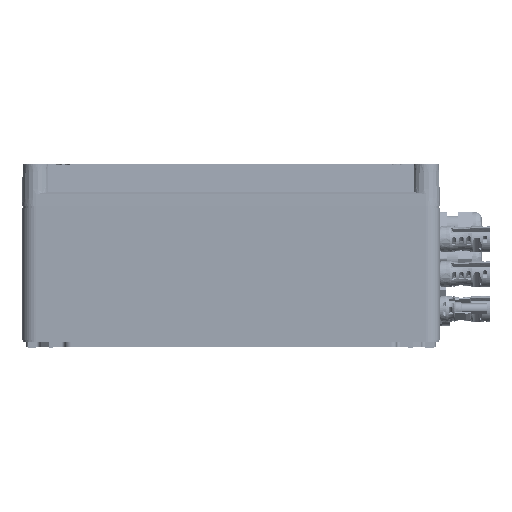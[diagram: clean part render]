
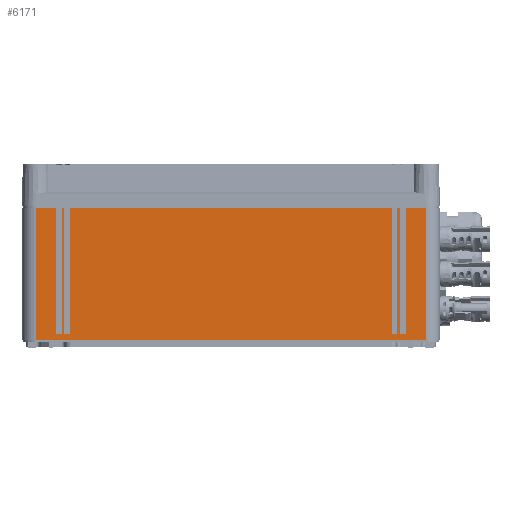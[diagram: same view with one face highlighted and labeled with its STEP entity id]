
A CAD part, left-side view. The second image highlights one B-rep face of the part: STEP entity #6171.
In plain terms, the highlighted planar face has unit normal (-1, 0, 0).
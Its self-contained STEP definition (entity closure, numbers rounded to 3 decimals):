
#6022=AXIS2_PLACEMENT_3D('Plane Axis2P3D',#6019,#6020,#6021) ;
#3218=CARTESIAN_POINT('Vertex',(0.,46.025,100.5)) ;
#3221=CARTESIAN_POINT('Line Origine',(0.,46.025,52.64)) ;
#3225=CARTESIAN_POINT('Vertex',(0.,46.025,6.)) ;
#3286=CARTESIAN_POINT('Line Origine',(0.,186.025,6.)) ;
#3290=CARTESIAN_POINT('Vertex',(0.,326.025,6.)) ;
#3431=CARTESIAN_POINT('Vertex',(0.,326.025,100.5)) ;
#3434=CARTESIAN_POINT('Line Origine',(0.,186.025,100.5)) ;
#6019=CARTESIAN_POINT('Axis2P3D Location',(0.,46.025,106.)) ;
#6024=CARTESIAN_POINT('Line Origine',(0.,326.025,53.25)) ;
#6035=CARTESIAN_POINT('Line Origine',(0.,66.525,55.178)) ;
#6039=CARTESIAN_POINT('Vertex',(0.,66.525,100.356)) ;
#6041=CARTESIAN_POINT('Vertex',(0.,66.525,10.)) ;
#6044=CARTESIAN_POINT('Line Origine',(0.,68.525,10.)) ;
#6048=CARTESIAN_POINT('Vertex',(0.,70.525,10.)) ;
#6051=CARTESIAN_POINT('Line Origine',(0.,70.525,55.178)) ;
#6055=CARTESIAN_POINT('Vertex',(0.,70.525,100.356)) ;
#6058=CARTESIAN_POINT('Line Origine',(0.,68.525,100.356)) ;
#6069=CARTESIAN_POINT('Line Origine',(0.,307.525,55.178)) ;
#6073=CARTESIAN_POINT('Vertex',(0.,307.525,100.356)) ;
#6075=CARTESIAN_POINT('Vertex',(0.,307.525,10.)) ;
#6078=CARTESIAN_POINT('Line Origine',(0.,309.525,10.)) ;
#6082=CARTESIAN_POINT('Vertex',(0.,311.525,10.)) ;
#6085=CARTESIAN_POINT('Line Origine',(0.,311.525,55.178)) ;
#6089=CARTESIAN_POINT('Vertex',(0.,311.525,100.356)) ;
#6092=CARTESIAN_POINT('Line Origine',(0.,309.525,100.356)) ;
#6103=CARTESIAN_POINT('Line Origine',(0.,60.525,55.178)) ;
#6107=CARTESIAN_POINT('Vertex',(0.,60.525,100.356)) ;
#6109=CARTESIAN_POINT('Vertex',(0.,60.525,10.)) ;
#6112=CARTESIAN_POINT('Line Origine',(0.,62.525,10.)) ;
#6116=CARTESIAN_POINT('Vertex',(0.,64.525,10.)) ;
#6119=CARTESIAN_POINT('Line Origine',(0.,64.525,55.178)) ;
#6123=CARTESIAN_POINT('Vertex',(0.,64.525,100.356)) ;
#6126=CARTESIAN_POINT('Line Origine',(0.,62.525,100.356)) ;
#6137=CARTESIAN_POINT('Line Origine',(0.,301.525,55.178)) ;
#6141=CARTESIAN_POINT('Vertex',(0.,301.525,100.356)) ;
#6143=CARTESIAN_POINT('Vertex',(0.,301.525,10.)) ;
#6146=CARTESIAN_POINT('Line Origine',(0.,303.525,10.)) ;
#6150=CARTESIAN_POINT('Vertex',(0.,305.525,10.)) ;
#6153=CARTESIAN_POINT('Line Origine',(0.,305.525,55.178)) ;
#6157=CARTESIAN_POINT('Vertex',(0.,305.525,100.356)) ;
#6160=CARTESIAN_POINT('Line Origine',(0.,303.525,100.356)) ;
#3222=DIRECTION('Vector Direction',(0.,0.,1.)) ;
#3287=DIRECTION('Vector Direction',(0.,1.,0.)) ;
#3435=DIRECTION('Vector Direction',(0.,-1.,0.)) ;
#6020=DIRECTION('Axis2P3D Direction',(-1.,0.,0.)) ;
#6021=DIRECTION('Axis2P3D XDirection',(0.,1.,0.)) ;
#6025=DIRECTION('Vector Direction',(0.,0.,-1.)) ;
#6036=DIRECTION('Vector Direction',(0.,0.,-1.)) ;
#6045=DIRECTION('Vector Direction',(0.,1.,0.)) ;
#6052=DIRECTION('Vector Direction',(0.,0.,1.)) ;
#6059=DIRECTION('Vector Direction',(0.,-1.,0.)) ;
#6070=DIRECTION('Vector Direction',(0.,0.,-1.)) ;
#6079=DIRECTION('Vector Direction',(0.,1.,0.)) ;
#6086=DIRECTION('Vector Direction',(0.,0.,1.)) ;
#6093=DIRECTION('Vector Direction',(0.,-1.,0.)) ;
#6104=DIRECTION('Vector Direction',(0.,0.,-1.)) ;
#6113=DIRECTION('Vector Direction',(0.,1.,0.)) ;
#6120=DIRECTION('Vector Direction',(0.,0.,1.)) ;
#6127=DIRECTION('Vector Direction',(0.,-1.,0.)) ;
#6138=DIRECTION('Vector Direction',(0.,0.,-1.)) ;
#6147=DIRECTION('Vector Direction',(0.,1.,0.)) ;
#6154=DIRECTION('Vector Direction',(0.,0.,1.)) ;
#6161=DIRECTION('Vector Direction',(0.,-1.,0.)) ;
#3223=VECTOR('Line Direction',#3222,1.) ;
#3288=VECTOR('Line Direction',#3287,1.) ;
#3436=VECTOR('Line Direction',#3435,1.) ;
#6026=VECTOR('Line Direction',#6025,1.) ;
#6037=VECTOR('Line Direction',#6036,1.) ;
#6046=VECTOR('Line Direction',#6045,1.) ;
#6053=VECTOR('Line Direction',#6052,1.) ;
#6060=VECTOR('Line Direction',#6059,1.) ;
#6071=VECTOR('Line Direction',#6070,1.) ;
#6080=VECTOR('Line Direction',#6079,1.) ;
#6087=VECTOR('Line Direction',#6086,1.) ;
#6094=VECTOR('Line Direction',#6093,1.) ;
#6105=VECTOR('Line Direction',#6104,1.) ;
#6114=VECTOR('Line Direction',#6113,1.) ;
#6121=VECTOR('Line Direction',#6120,1.) ;
#6128=VECTOR('Line Direction',#6127,1.) ;
#6139=VECTOR('Line Direction',#6138,1.) ;
#6148=VECTOR('Line Direction',#6147,1.) ;
#6155=VECTOR('Line Direction',#6154,1.) ;
#6162=VECTOR('Line Direction',#6161,1.) ;
#6030=ORIENTED_EDGE('',*,*,#3227,.F.) ;
#6031=ORIENTED_EDGE('',*,*,#3438,.F.) ;
#6032=ORIENTED_EDGE('',*,*,#6028,.T.) ;
#6033=ORIENTED_EDGE('',*,*,#3292,.F.) ;
#6064=ORIENTED_EDGE('',*,*,#6043,.T.) ;
#6065=ORIENTED_EDGE('',*,*,#6050,.T.) ;
#6066=ORIENTED_EDGE('',*,*,#6057,.T.) ;
#6067=ORIENTED_EDGE('',*,*,#6062,.F.) ;
#6098=ORIENTED_EDGE('',*,*,#6077,.T.) ;
#6099=ORIENTED_EDGE('',*,*,#6084,.T.) ;
#6100=ORIENTED_EDGE('',*,*,#6091,.T.) ;
#6101=ORIENTED_EDGE('',*,*,#6096,.F.) ;
#6132=ORIENTED_EDGE('',*,*,#6111,.T.) ;
#6133=ORIENTED_EDGE('',*,*,#6118,.T.) ;
#6134=ORIENTED_EDGE('',*,*,#6125,.T.) ;
#6135=ORIENTED_EDGE('',*,*,#6130,.F.) ;
#6166=ORIENTED_EDGE('',*,*,#6145,.T.) ;
#6167=ORIENTED_EDGE('',*,*,#6152,.T.) ;
#6168=ORIENTED_EDGE('',*,*,#6159,.T.) ;
#6169=ORIENTED_EDGE('',*,*,#6164,.F.) ;
#6068=FACE_BOUND('',#6063,.T.) ;
#6102=FACE_BOUND('',#6097,.T.) ;
#6136=FACE_BOUND('',#6131,.T.) ;
#6170=FACE_BOUND('',#6165,.T.) ;
#6171=ADVANCED_FACE('PVN',(#6034,#6068,#6102,#6136,#6170),#6023,.T.) ;
#3227=EDGE_CURVE('',#3219,#3226,#3224,.F.) ;
#3292=EDGE_CURVE('',#3226,#3291,#3289,.T.) ;
#3438=EDGE_CURVE('',#3432,#3219,#3437,.T.) ;
#6028=EDGE_CURVE('',#3432,#3291,#6027,.T.) ;
#6043=EDGE_CURVE('',#6040,#6042,#6038,.T.) ;
#6050=EDGE_CURVE('',#6042,#6049,#6047,.T.) ;
#6057=EDGE_CURVE('',#6049,#6056,#6054,.T.) ;
#6062=EDGE_CURVE('',#6040,#6056,#6061,.F.) ;
#6077=EDGE_CURVE('',#6074,#6076,#6072,.T.) ;
#6084=EDGE_CURVE('',#6076,#6083,#6081,.T.) ;
#6091=EDGE_CURVE('',#6083,#6090,#6088,.T.) ;
#6096=EDGE_CURVE('',#6074,#6090,#6095,.F.) ;
#6111=EDGE_CURVE('',#6108,#6110,#6106,.T.) ;
#6118=EDGE_CURVE('',#6110,#6117,#6115,.T.) ;
#6125=EDGE_CURVE('',#6117,#6124,#6122,.T.) ;
#6130=EDGE_CURVE('',#6108,#6124,#6129,.F.) ;
#6145=EDGE_CURVE('',#6142,#6144,#6140,.T.) ;
#6152=EDGE_CURVE('',#6144,#6151,#6149,.T.) ;
#6159=EDGE_CURVE('',#6151,#6158,#6156,.T.) ;
#6164=EDGE_CURVE('',#6142,#6158,#6163,.F.) ;
#6029=EDGE_LOOP('',(#6030,#6031,#6032,#6033)) ;
#6063=EDGE_LOOP('',(#6064,#6065,#6066,#6067)) ;
#6097=EDGE_LOOP('',(#6098,#6099,#6100,#6101)) ;
#6131=EDGE_LOOP('',(#6132,#6133,#6134,#6135)) ;
#6165=EDGE_LOOP('',(#6166,#6167,#6168,#6169)) ;
#6034=FACE_OUTER_BOUND('',#6029,.T.) ;
#3224=LINE('Line',#3221,#3223) ;
#3289=LINE('Line',#3286,#3288) ;
#3437=LINE('Line',#3434,#3436) ;
#6027=LINE('Line',#6024,#6026) ;
#6038=LINE('Line',#6035,#6037) ;
#6047=LINE('Line',#6044,#6046) ;
#6054=LINE('Line',#6051,#6053) ;
#6061=LINE('Line',#6058,#6060) ;
#6072=LINE('Line',#6069,#6071) ;
#6081=LINE('Line',#6078,#6080) ;
#6088=LINE('Line',#6085,#6087) ;
#6095=LINE('Line',#6092,#6094) ;
#6106=LINE('Line',#6103,#6105) ;
#6115=LINE('Line',#6112,#6114) ;
#6122=LINE('Line',#6119,#6121) ;
#6129=LINE('Line',#6126,#6128) ;
#6140=LINE('Line',#6137,#6139) ;
#6149=LINE('Line',#6146,#6148) ;
#6156=LINE('Line',#6153,#6155) ;
#6163=LINE('Line',#6160,#6162) ;
#6023=PLANE('',#6022) ;
#3219=VERTEX_POINT('',#3218) ;
#3226=VERTEX_POINT('',#3225) ;
#3291=VERTEX_POINT('',#3290) ;
#3432=VERTEX_POINT('',#3431) ;
#6040=VERTEX_POINT('',#6039) ;
#6042=VERTEX_POINT('',#6041) ;
#6049=VERTEX_POINT('',#6048) ;
#6056=VERTEX_POINT('',#6055) ;
#6074=VERTEX_POINT('',#6073) ;
#6076=VERTEX_POINT('',#6075) ;
#6083=VERTEX_POINT('',#6082) ;
#6090=VERTEX_POINT('',#6089) ;
#6108=VERTEX_POINT('',#6107) ;
#6110=VERTEX_POINT('',#6109) ;
#6117=VERTEX_POINT('',#6116) ;
#6124=VERTEX_POINT('',#6123) ;
#6142=VERTEX_POINT('',#6141) ;
#6144=VERTEX_POINT('',#6143) ;
#6151=VERTEX_POINT('',#6150) ;
#6158=VERTEX_POINT('',#6157) ;
